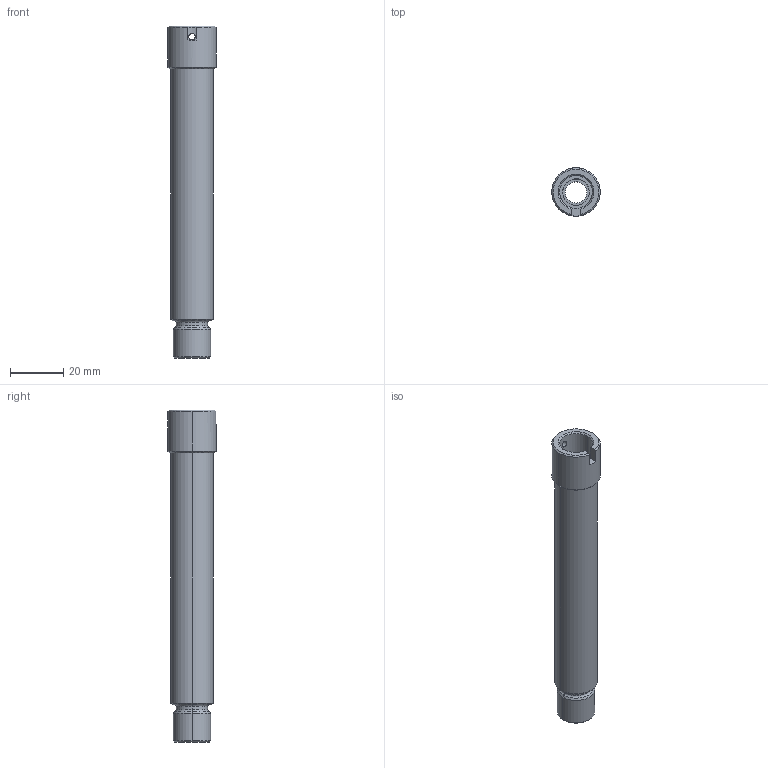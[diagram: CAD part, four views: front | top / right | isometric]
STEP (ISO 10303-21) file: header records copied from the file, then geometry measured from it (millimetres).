
FILE_DESCRIPTION(('CATIA V5 STEP Exchange'),'2;1');
FILE_NAME('fut canon v12.stp','2024-03-13T19:37:22+00:00',('none'),('none'),'CATIA Version 5 Release 21 GA (IN-10)','CATIA V5 STEP AP203','none');
FILE_SCHEMA(('CONFIG_CONTROL_DESIGN'));
Length unit declared in the file: millimetre
Products named in the file (1): fut canon
Bounding box: 18.15 x 18.15 x 124.5 mm (x, y, z)
Volume: 15829.6 mm3; surface area: 10429.8 mm2
Topology: 1 solids, 1 shells, 45 faces, 108 edges, 68 vertices
Faces by surface type: cylinder 18, cone 14, plane 9, torus 4
Entity records: 1412 total; most frequent: CARTESIAN_POINT 368, ORIENTED_EDGE 216, DIRECTION 173, EDGE_CURVE 108, AXIS2_PLACEMENT_3D 93, VERTEX_POINT 68, CIRCLE 53, EDGE_LOOP 52
